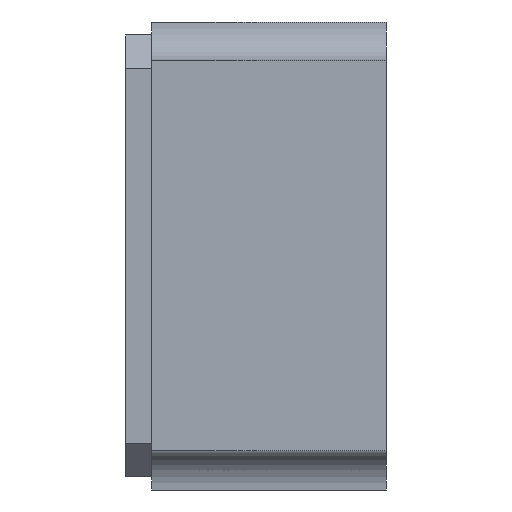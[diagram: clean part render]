
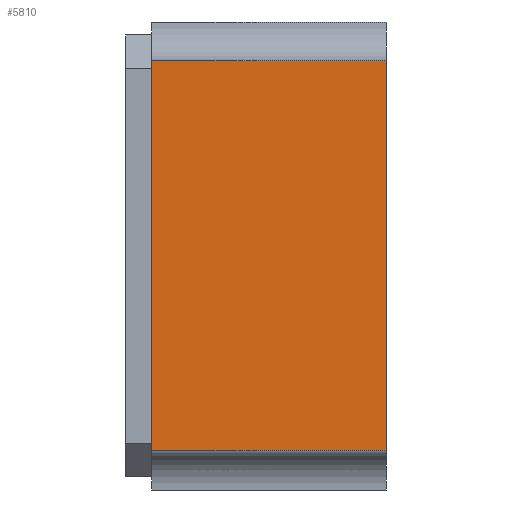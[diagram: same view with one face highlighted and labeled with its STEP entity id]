
A CAD part, left-side view. The second image highlights one B-rep face of the part: STEP entity #5810.
In plain terms, the highlighted planar face has unit normal (-1, 0, 0).
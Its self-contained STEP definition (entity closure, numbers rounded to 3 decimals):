
#51 = CARTESIAN_POINT ( 'NONE',  ( -2.45, 0.9, 0.75 ) ) ;
#133 = DIRECTION ( 'NONE',  ( 0., -1., 0. ) ) ;
#246 = VECTOR ( 'NONE', #4545, 1000. ) ;
#398 = DIRECTION ( 'NONE',  ( 0., 0., 1. ) ) ;
#504 = DIRECTION ( 'NONE',  ( 0., 0., 1. ) ) ;
#757 = VECTOR ( 'NONE', #504, 1000. ) ;
#840 = EDGE_CURVE ( 'NONE', #1101, #4822, #2685, .T. ) ;
#1101 = VERTEX_POINT ( 'NONE', #5666 ) ;
#1207 = EDGE_LOOP ( 'NONE', ( #4906, #5203, #2711, #5707 ) ) ;
#1714 = CARTESIAN_POINT ( 'NONE',  ( -2.45, 0.9, 0.75 ) ) ;
#1799 = CARTESIAN_POINT ( 'NONE',  ( -2.45, 0., 0.75 ) ) ;
#2372 = AXIS2_PLACEMENT_3D ( 'NONE', #2672, #6011, #3145 ) ;
#2376 = CARTESIAN_POINT ( 'NONE',  ( -2.45, 0.9, -0.75 ) ) ;
#2489 = EDGE_CURVE ( 'NONE', #2971, #1101, #4553, .T. ) ;
#2539 = EDGE_CURVE ( 'NONE', #2971, #3597, #5915, .T. ) ;
#2672 = CARTESIAN_POINT ( 'NONE',  ( -2.45, 0.9, 0.75 ) ) ;
#2685 = LINE ( 'NONE', #1714, #246 ) ;
#2694 = VECTOR ( 'NONE', #133, 1000. ) ;
#2711 = ORIENTED_EDGE ( 'NONE', *, *, #2489, .F. ) ;
#2756 = CARTESIAN_POINT ( 'NONE',  ( -2.45, 0., 0.75 ) ) ;
#2971 = VERTEX_POINT ( 'NONE', #2376 ) ;
#3023 = FACE_OUTER_BOUND ( 'NONE', #1207, .T. ) ;
#3145 = DIRECTION ( 'NONE',  ( 0., 0., -1. ) ) ;
#3597 = VERTEX_POINT ( 'NONE', #5651 ) ;
#4296 = VECTOR ( 'NONE', #398, 1000. ) ;
#4378 = CARTESIAN_POINT ( 'NONE',  ( -2.45, 0.9, -0.75 ) ) ;
#4545 = DIRECTION ( 'NONE',  ( 0., -1., 0. ) ) ;
#4553 = LINE ( 'NONE', #51, #757 ) ;
#4822 = VERTEX_POINT ( 'NONE', #1799 ) ;
#4906 = ORIENTED_EDGE ( 'NONE', *, *, #5765, .T. ) ;
#5203 = ORIENTED_EDGE ( 'NONE', *, *, #840, .F. ) ;
#5535 = PLANE ( 'NONE',  #2372 ) ;
#5572 = LINE ( 'NONE', #2756, #4296 ) ;
#5651 = CARTESIAN_POINT ( 'NONE',  ( -2.45, 0., -0.75 ) ) ;
#5666 = CARTESIAN_POINT ( 'NONE',  ( -2.45, 0.9, 0.75 ) ) ;
#5707 = ORIENTED_EDGE ( 'NONE', *, *, #2539, .T. ) ;
#5765 = EDGE_CURVE ( 'NONE', #3597, #4822, #5572, .T. ) ;
#5810 = ADVANCED_FACE ( 'NONE', ( #3023 ), #5535, .F. ) ;
#5915 = LINE ( 'NONE', #4378, #2694 ) ;
#6011 = DIRECTION ( 'NONE',  ( 1., 0., 0. ) ) ;
